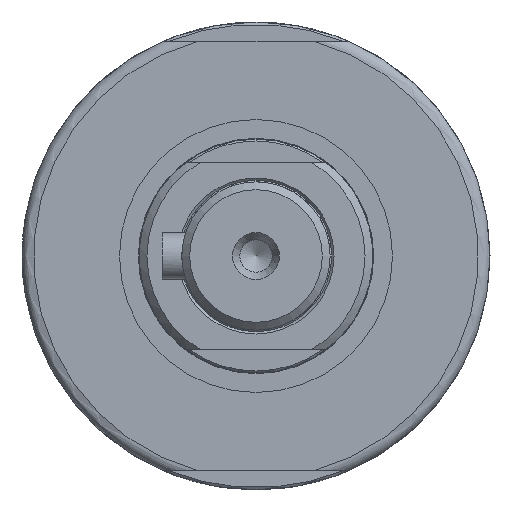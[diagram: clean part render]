
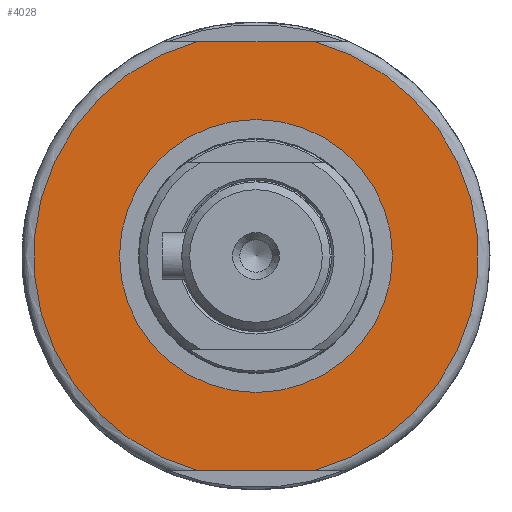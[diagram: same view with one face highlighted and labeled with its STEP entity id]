
A CAD part, left-side view. The second image highlights one B-rep face of the part: STEP entity #4028.
In plain terms, the highlighted planar face has unit normal (-1, 0, 0).
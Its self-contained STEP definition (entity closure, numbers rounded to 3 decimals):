
#101=FACE_BOUND('',#1314,.T.);
#429=LINE('',#6201,#723);
#433=LINE('',#6250,#727);
#723=VECTOR('',#4980,10.);
#727=VECTOR('',#4990,10.);
#1080=FACE_OUTER_BOUND('',#1313,.T.);
#1313=EDGE_LOOP('',(#2983,#2984,#2985,#2986));
#1314=EDGE_LOOP('',(#2987,#2988));
#1597=CIRCLE('',#4375,28.5);
#1598=CIRCLE('',#4376,28.5);
#1599=CIRCLE('',#4377,17.5);
#1600=CIRCLE('',#4378,17.5);
#1823=VERTEX_POINT('',#6185);
#1824=VERTEX_POINT('',#6200);
#1831=VERTEX_POINT('',#6234);
#1832=VERTEX_POINT('',#6249);
#1835=VERTEX_POINT('',#6284);
#1836=VERTEX_POINT('',#6285);
#2254=EDGE_CURVE('',#1824,#1823,#429,.T.);
#2263=EDGE_CURVE('',#1832,#1831,#433,.T.);
#2274=EDGE_CURVE('',#1832,#1823,#1597,.T.);
#2275=EDGE_CURVE('',#1824,#1831,#1598,.T.);
#2276=EDGE_CURVE('',#1835,#1836,#1599,.T.);
#2277=EDGE_CURVE('',#1836,#1835,#1600,.T.);
#2983=ORIENTED_EDGE('',*,*,#2254,.T.);
#2984=ORIENTED_EDGE('',*,*,#2274,.F.);
#2985=ORIENTED_EDGE('',*,*,#2263,.T.);
#2986=ORIENTED_EDGE('',*,*,#2275,.F.);
#2987=ORIENTED_EDGE('',*,*,#2276,.T.);
#2988=ORIENTED_EDGE('',*,*,#2277,.T.);
#3866=PLANE('',#4374);
#4028=ADVANCED_FACE('',(#1080,#101),#3866,.T.);
#4374=AXIS2_PLACEMENT_3D('',#6281,#5018,#5019);
#4375=AXIS2_PLACEMENT_3D('',#6282,#5020,#5021);
#4376=AXIS2_PLACEMENT_3D('',#6283,#5022,#5023);
#4377=AXIS2_PLACEMENT_3D('',#6286,#5024,#5025);
#4378=AXIS2_PLACEMENT_3D('',#6287,#5026,#5027);
#4980=DIRECTION('',(0.,-1.,0.));
#4990=DIRECTION('',(0.,1.,0.));
#5018=DIRECTION('center_axis',(-1.,0.,0.));
#5019=DIRECTION('ref_axis',(0.,0.,
-1.));
#5020=DIRECTION('center_axis',(1.,0.,0.));
#5021=DIRECTION('ref_axis',(0.,-1.,0.));
#5022=DIRECTION('center_axis',(1.,0.,0.));
#5023=DIRECTION('ref_axis',(0.,-1.,0.));
#5024=DIRECTION('center_axis',(1.,0.,0.));
#5025=DIRECTION('ref_axis',(0.,-1.,0.));
#5026=DIRECTION('center_axis',(1.,0.,0.));
#5027=DIRECTION('ref_axis',(0.,-1.,0.));
#6185=CARTESIAN_POINT('',(-198.7,-7.483,-27.5));
#6200=CARTESIAN_POINT('',(-198.7,7.483,-27.5));
#6201=CARTESIAN_POINT('',(-198.7,-24.063,-27.5));
#6234=CARTESIAN_POINT('',(-198.7,7.483,27.5));
#6249=CARTESIAN_POINT('',(-198.7,-7.483,27.5));
#6250=CARTESIAN_POINT('',(-198.7,1.553,27.5));
#6281=CARTESIAN_POINT('Origin',(-198.7,-23.,0.));
#6282=CARTESIAN_POINT('Origin',(-198.7,0.,0.));
#6283=CARTESIAN_POINT('Origin',(-198.7,0.,0.));
#6284=CARTESIAN_POINT('',(-198.7,-17.5,0.));
#6285=CARTESIAN_POINT('',(-198.7,17.5,0.));
#6286=CARTESIAN_POINT('Origin',(-198.7,0.,0.));
#6287=CARTESIAN_POINT('Origin',(-198.7,0.,0.));
